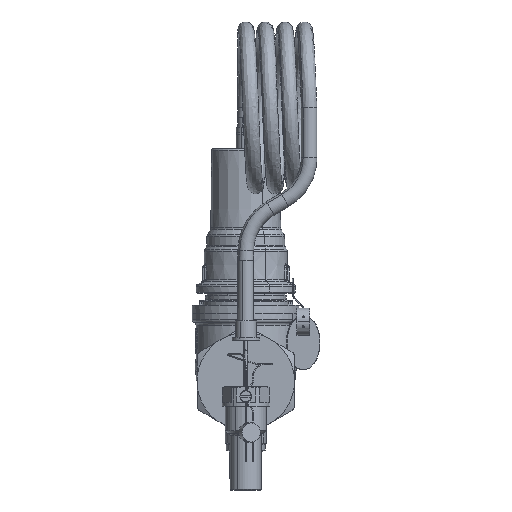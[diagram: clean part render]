
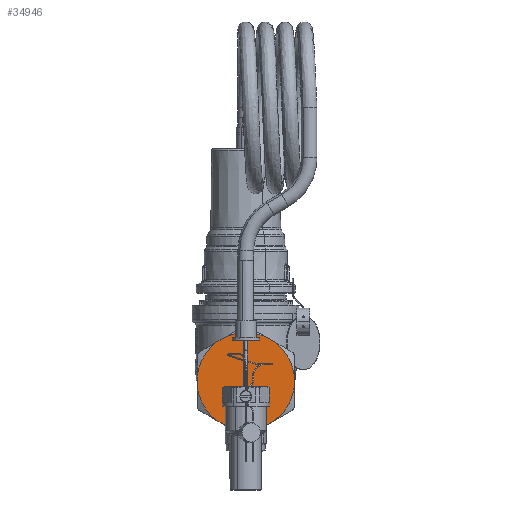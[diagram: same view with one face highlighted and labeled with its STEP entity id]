
A CAD part, front view. The second image highlights one B-rep face of the part: STEP entity #34946.
In plain terms, the highlighted planar face has unit normal (0, -1, 0).
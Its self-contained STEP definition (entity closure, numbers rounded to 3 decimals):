
#31003=CARTESIAN_POINT('Vertex',(10.057,-49.,22.888)) ;
#31008=CARTESIAN_POINT('Line Origine',(12.425,-49.,21.521)) ;
#31012=CARTESIAN_POINT('Vertex',(14.793,-49.,20.153)) ;
#31232=CARTESIAN_POINT('Vertex',(24.85,-49.,2.735)) ;
#31237=CARTESIAN_POINT('Line Origine',(24.85,-49.,0.)) ;
#31241=CARTESIAN_POINT('Vertex',(24.85,-49.,-2.735)) ;
#31442=CARTESIAN_POINT('Vertex',(14.793,-49.,-20.153)) ;
#31447=CARTESIAN_POINT('Line Origine',(12.425,-49.,-21.521)) ;
#31451=CARTESIAN_POINT('Vertex',(10.057,-49.,-22.888)) ;
#31591=CARTESIAN_POINT('Vertex',(-10.057,-49.,-22.888)) ;
#31596=CARTESIAN_POINT('Line Origine',(-12.425,-49.,-21.521)) ;
#31600=CARTESIAN_POINT('Vertex',(-14.793,-49.,-20.153)) ;
#31839=CARTESIAN_POINT('Vertex',(-14.793,-49.,20.153)) ;
#31844=CARTESIAN_POINT('Line Origine',(-12.425,-49.,21.521)) ;
#31848=CARTESIAN_POINT('Vertex',(-10.057,-49.,22.888)) ;
#32182=CARTESIAN_POINT('Vertex',(-24.85,-49.,-2.735)) ;
#32187=CARTESIAN_POINT('Line Origine',(-24.85,-49.,0.)) ;
#32191=CARTESIAN_POINT('Vertex',(-24.85,-49.,2.735)) ;
#34875=CARTESIAN_POINT('Axis2P3D Location',(0.,-49.,0.)) ;
#34902=CARTESIAN_POINT('Axis2P3D Location',(0.,-49.,25.)) ;
#34907=CARTESIAN_POINT('Axis2P3D Location',(0.,-49.,0.)) ;
#34912=CARTESIAN_POINT('Axis2P3D Location',(0.,-49.,0.)) ;
#34917=CARTESIAN_POINT('Axis2P3D Location',(0.,-49.,0.)) ;
#34922=CARTESIAN_POINT('Axis2P3D Location',(0.,-49.,0.)) ;
#34927=CARTESIAN_POINT('Axis2P3D Location',(0.,-49.,0.)) ;
#31010=VECTOR('Line Direction',#31009,1.) ;
#31239=VECTOR('Line Direction',#31238,1.) ;
#31449=VECTOR('Line Direction',#31448,1.) ;
#31598=VECTOR('Line Direction',#31597,1.) ;
#31846=VECTOR('Line Direction',#31845,1.) ;
#32189=VECTOR('Line Direction',#32188,1.) ;
#31009=DIRECTION('Vector Direction',(0.866,0.,-0.5)) ;
#31238=DIRECTION('Vector Direction',(0.,0.,-1.)) ;
#31448=DIRECTION('Vector Direction',(0.866,0.,0.5)) ;
#31597=DIRECTION('Vector Direction',(-0.866,0.,0.5)) ;
#31845=DIRECTION('Vector Direction',(-0.866,0.,-0.5)) ;
#32188=DIRECTION('Vector Direction',(0.,0.,1.)) ;
#34876=DIRECTION('Axis2P3D Direction',(0.,1.,0.)) ;
#34903=DIRECTION('Axis2P3D Direction',(0.,-1.,0.)) ;
#34904=DIRECTION('Axis2P3D XDirection',(0.,0.,1.)) ;
#34908=DIRECTION('Axis2P3D Direction',(0.,-1.,0.)) ;
#34913=DIRECTION('Axis2P3D Direction',(0.,-1.,0.)) ;
#34918=DIRECTION('Axis2P3D Direction',(0.,-1.,0.)) ;
#34923=DIRECTION('Axis2P3D Direction',(0.,-1.,0.)) ;
#34928=DIRECTION('Axis2P3D Direction',(0.,-1.,0.)) ;
#34877=AXIS2_PLACEMENT_3D('Circle Axis2P3D',#34875,#34876,$) ;
#34905=AXIS2_PLACEMENT_3D('Plane Axis2P3D',#34902,#34903,#34904) ;
#34909=AXIS2_PLACEMENT_3D('Circle Axis2P3D',#34907,#34908,$) ;
#34914=AXIS2_PLACEMENT_3D('Circle Axis2P3D',#34912,#34913,$) ;
#34919=AXIS2_PLACEMENT_3D('Circle Axis2P3D',#34917,#34918,$) ;
#34924=AXIS2_PLACEMENT_3D('Circle Axis2P3D',#34922,#34923,$) ;
#34929=AXIS2_PLACEMENT_3D('Circle Axis2P3D',#34927,#34928,$) ;
#31011=LINE('Line',#31008,#31010) ;
#31240=LINE('Line',#31237,#31239) ;
#31450=LINE('Line',#31447,#31449) ;
#31599=LINE('Line',#31596,#31598) ;
#31847=LINE('Line',#31844,#31846) ;
#32190=LINE('Line',#32187,#32189) ;
#34878=CIRCLE('generated circle',#34877,25.) ;
#34910=CIRCLE('generated circle',#34909,25.) ;
#34915=CIRCLE('generated circle',#34914,25.) ;
#34920=CIRCLE('generated circle',#34919,25.) ;
#34925=CIRCLE('generated circle',#34924,25.) ;
#34930=CIRCLE('generated circle',#34929,25.) ;
#34906=PLANE('',#34905) ;
#31014=EDGE_CURVE('',#31004,#31013,#31011,.T.) ;
#31243=EDGE_CURVE('',#31233,#31242,#31240,.T.) ;
#31453=EDGE_CURVE('',#31452,#31443,#31450,.T.) ;
#31602=EDGE_CURVE('',#31592,#31601,#31599,.T.) ;
#31850=EDGE_CURVE('',#31849,#31840,#31847,.T.) ;
#32193=EDGE_CURVE('',#32183,#32192,#32190,.T.) ;
#34879=EDGE_CURVE('',#31233,#31013,#34878,.F.) ;
#34911=EDGE_CURVE('',#31004,#31849,#34910,.T.) ;
#34916=EDGE_CURVE('',#31840,#32192,#34915,.T.) ;
#34921=EDGE_CURVE('',#32183,#31601,#34920,.T.) ;
#34926=EDGE_CURVE('',#31592,#31452,#34925,.T.) ;
#34931=EDGE_CURVE('',#31443,#31242,#34930,.T.) ;
#34933=ORIENTED_EDGE('',*,*,#34879,.T.) ;
#34934=ORIENTED_EDGE('',*,*,#31014,.F.) ;
#34935=ORIENTED_EDGE('',*,*,#34911,.T.) ;
#34936=ORIENTED_EDGE('',*,*,#31850,.T.) ;
#34937=ORIENTED_EDGE('',*,*,#34916,.T.) ;
#34938=ORIENTED_EDGE('',*,*,#32193,.F.) ;
#34939=ORIENTED_EDGE('',*,*,#34921,.T.) ;
#34940=ORIENTED_EDGE('',*,*,#31602,.F.) ;
#34941=ORIENTED_EDGE('',*,*,#34926,.T.) ;
#34942=ORIENTED_EDGE('',*,*,#31453,.T.) ;
#34943=ORIENTED_EDGE('',*,*,#34931,.T.) ;
#34944=ORIENTED_EDGE('',*,*,#31243,.F.) ;
#34932=EDGE_LOOP('',(#34933,#34934,#34935,#34936,#34937,#34938,#34939,#34940,#34941,#34942,#34943,#34944)) ;
#31004=VERTEX_POINT('',#31003) ;
#31013=VERTEX_POINT('',#31012) ;
#31233=VERTEX_POINT('',#31232) ;
#31242=VERTEX_POINT('',#31241) ;
#31443=VERTEX_POINT('',#31442) ;
#31452=VERTEX_POINT('',#31451) ;
#31592=VERTEX_POINT('',#31591) ;
#31601=VERTEX_POINT('',#31600) ;
#31840=VERTEX_POINT('',#31839) ;
#31849=VERTEX_POINT('',#31848) ;
#32183=VERTEX_POINT('',#32182) ;
#32192=VERTEX_POINT('',#32191) ;
#34946=ADVANCED_FACE('PartBody',(#34945),#34906,.T.) ;
#34945=FACE_OUTER_BOUND('',#34932,.T.) ;
